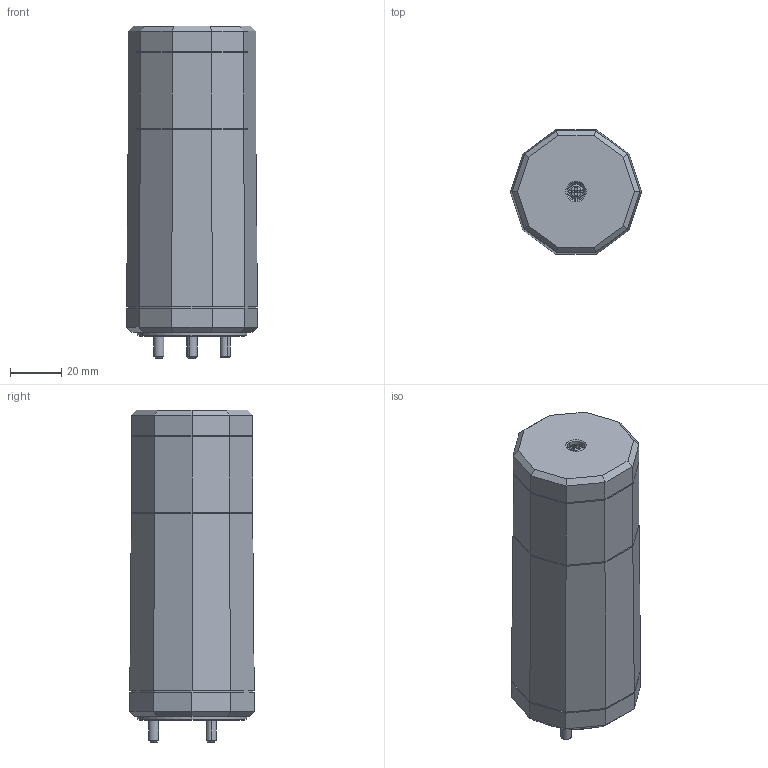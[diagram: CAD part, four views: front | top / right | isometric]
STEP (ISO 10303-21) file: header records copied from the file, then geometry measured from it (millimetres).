
FILE_DESCRIPTION((''),'2;1');
FILE_NAME('NLA50DC-1B6D SERIES.stp','2023-12-13T16:36:11',(''),(''),'Mechanical Desktop 2011','Mechanical Desktop 2011',', , ');
FILE_SCHEMA(('CONFIG_CONTROL_DESIGN'));
Length unit declared in the file: millimetre
Products named in the file (1): Product
Bounding box: 51.22 x 48.71 x 130 mm (x, y, z)
Volume: 222318 mm3; surface area: 40017.7 mm2
Topology: 18 solids, 18 shells, 447 faces, 1118 edges, 722 vertices
Faces by surface type: plane 306, cylinder 64, cone 40, bspline 23, torus 8, sphere 6
Entity records: 13961 total; most frequent: CARTESIAN_POINT 3306, ORIENTED_EDGE 2236, DIRECTION 2118, EDGE_CURVE 1118, VECTOR 752, LINE 752, VERTEX_POINT 722, AXIS2_PLACEMENT_3D 683
